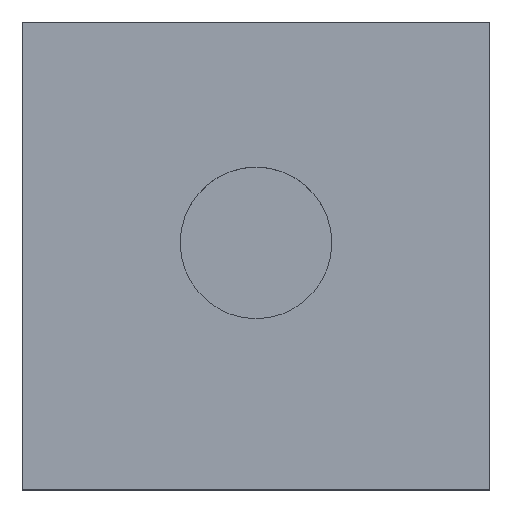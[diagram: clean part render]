
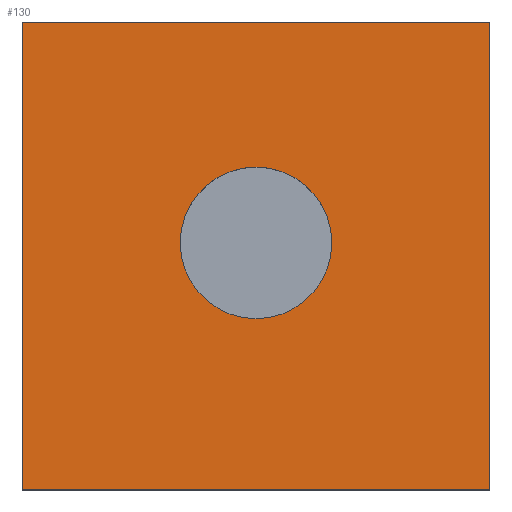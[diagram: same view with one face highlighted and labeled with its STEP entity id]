
A CAD part, top view. The second image highlights one B-rep face of the part: STEP entity #130.
In plain terms, the highlighted planar face has unit normal (0, 0, 1).
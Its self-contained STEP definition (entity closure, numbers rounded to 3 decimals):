
#15=FACE_BOUND('',#38,.T.);
#21=PLANE('',#154);
#29=FACE_OUTER_BOUND('',#37,.T.);
#37=EDGE_LOOP('',(#114,#115,#116,#117));
#38=EDGE_LOOP('',(#118));
#43=LINE('',#206,#56);
#46=LINE('',#212,#59);
#49=LINE('',#218,#62);
#52=LINE('',#222,#65);
#56=VECTOR('',#171,10.);
#59=VECTOR('',#176,10.);
#62=VECTOR('',#181,10.);
#65=VECTOR('',#186,10.);
#66=CIRCLE('',#147,8.107);
#68=VERTEX_POINT('',#193);
#72=VERTEX_POINT('',#203);
#73=VERTEX_POINT('',#205);
#75=VERTEX_POINT('',#211);
#77=VERTEX_POINT('',#217);
#78=EDGE_CURVE('',#68,#68,#66,.T.);
#83=EDGE_CURVE('',#73,#72,#43,.T.);
#86=EDGE_CURVE('',#75,#73,#46,.T.);
#89=EDGE_CURVE('',#77,#75,#49,.T.);
#92=EDGE_CURVE('',#72,#77,#52,.T.);
#114=ORIENTED_EDGE('',*,*,#92,.T.);
#115=ORIENTED_EDGE('',*,*,#89,.T.);
#116=ORIENTED_EDGE('',*,*,#86,.T.);
#117=ORIENTED_EDGE('',*,*,#83,.T.);
#118=ORIENTED_EDGE('',*,*,#78,.T.);
#130=ADVANCED_FACE('Genny',(#29,#15),#21,.T.);
#147=AXIS2_PLACEMENT_3D('',#194,#160,#161);
#154=AXIS2_PLACEMENT_3D('',#223,#187,#188);
#160=DIRECTION('center_axis',(0.,0.,-1.));
#161=DIRECTION('ref_axis',(-1.,0.,0.));
#171=DIRECTION('',(0.,-1.,0.));
#176=DIRECTION('',(-1.,0.,0.));
#181=DIRECTION('',(0.,1.,0.));
#186=DIRECTION('',(1.,0.,0.));
#187=DIRECTION('center_axis',(0.,0.,1.));
#188=DIRECTION('ref_axis',(1.,0.,0.));
#193=CARTESIAN_POINT('',(33.107,26.381,30.));
#194=CARTESIAN_POINT('Origin',(25.,26.381,30.));
#203=CARTESIAN_POINT('',(0.,0.,30.));
#205=CARTESIAN_POINT('',(0.,50.,30.));
#206=CARTESIAN_POINT('',(0.,0.,30.));
#211=CARTESIAN_POINT('',(50.,50.,30.));
#212=CARTESIAN_POINT('',(0.,50.,30.));
#217=CARTESIAN_POINT('',(50.,0.,30.));
#218=CARTESIAN_POINT('',(50.,50.,30.));
#222=CARTESIAN_POINT('',(50.,0.,30.));
#223=CARTESIAN_POINT('Origin',(25.,25.,30.));
